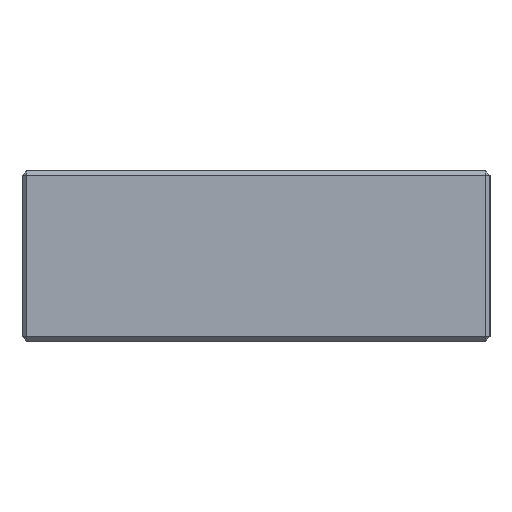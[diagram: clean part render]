
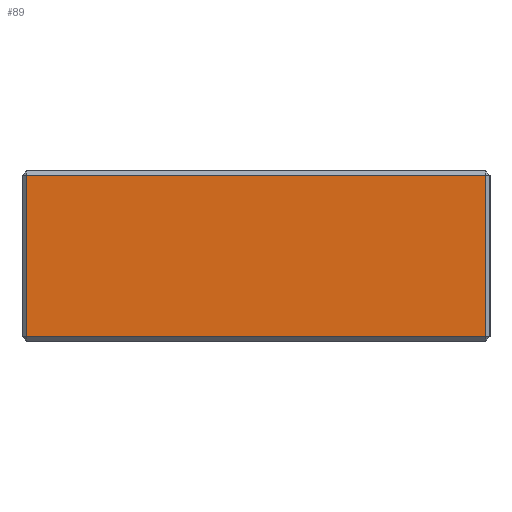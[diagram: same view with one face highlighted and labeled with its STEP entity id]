
A CAD part, left-side view. The second image highlights one B-rep face of the part: STEP entity #89.
In plain terms, the highlighted planar face has unit normal (-1, 0, 0).
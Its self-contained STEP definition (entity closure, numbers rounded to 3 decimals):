
#89 = ADVANCED_FACE( '', ( #211 ), #212, .T. );
#211 = FACE_OUTER_BOUND( '', #454, .T. );
#212 = PLANE( '', #455 );
#454 = EDGE_LOOP( '', ( #748, #749, #750, #751 ) );
#455 = AXIS2_PLACEMENT_3D( '', #752, #753, #754 );
#748 = ORIENTED_EDGE( '', *, *, #1396, .F. );
#749 = ORIENTED_EDGE( '', *, *, #1378, .F. );
#750 = ORIENTED_EDGE( '', *, *, #1397, .F. );
#751 = ORIENTED_EDGE( '', *, *, #1398, .F. );
#752 = CARTESIAN_POINT( '', ( -57.5, 0., 0. ) );
#753 = DIRECTION( '', ( -1., 0., 0. ) );
#754 = DIRECTION( '', ( 0., 0., 1. ) );
#1378 = EDGE_CURVE( '', #1590, #1592, #1593, .T. );
#1396 = EDGE_CURVE( '', #1592, #1621, #1625, .T. );
#1397 = EDGE_CURVE( '', #1626, #1590, #1627, .T. );
#1398 = EDGE_CURVE( '', #1621, #1626, #1628, .T. );
#1590 = VERTEX_POINT( '', #1917 );
#1592 = VERTEX_POINT( '', #1920 );
#1593 = LINE( '', #1921, #1922 );
#1621 = VERTEX_POINT( '', #1961 );
#1625 = LINE( '', #1967, #1968 );
#1626 = VERTEX_POINT( '', #1969 );
#1627 = LINE( '', #1970, #1971 );
#1628 = LINE( '', #1972, #1973 );
#1917 = CARTESIAN_POINT( '', ( -57.5, 54., -39. ) );
#1920 = CARTESIAN_POINT( '', ( -57.5, 54., -1. ) );
#1921 = CARTESIAN_POINT( '', ( -57.5, 54., 0. ) );
#1922 = VECTOR( '', #2358, 1000. );
#1961 = CARTESIAN_POINT( '', ( -57.5, -54., -1. ) );
#1967 = CARTESIAN_POINT( '', ( -57.5, 0., -1. ) );
#1968 = VECTOR( '', #2384, 1000. );
#1969 = CARTESIAN_POINT( '', ( -57.5, -54., -39. ) );
#1970 = CARTESIAN_POINT( '', ( -57.5, 0., -39. ) );
#1971 = VECTOR( '', #2385, 1000. );
#1972 = CARTESIAN_POINT( '', ( -57.5, -54., 0. ) );
#1973 = VECTOR( '', #2386, 1000. );
#2358 = DIRECTION( '', ( 0., 0., 1. ) );
#2384 = DIRECTION( '', ( 0., -1., 0. ) );
#2385 = DIRECTION( '', ( 0., 1., 0. ) );
#2386 = DIRECTION( '', ( 0., 0., -1. ) );
